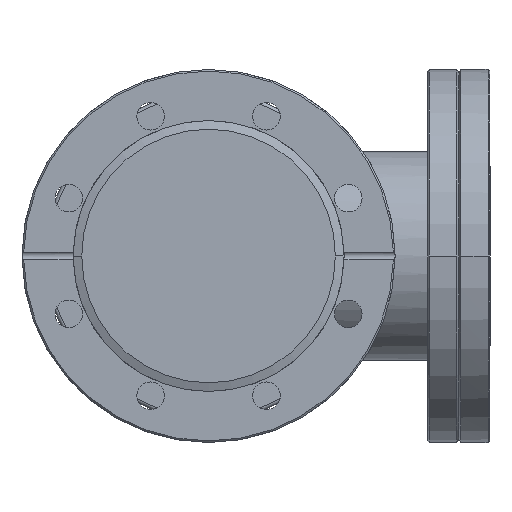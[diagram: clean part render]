
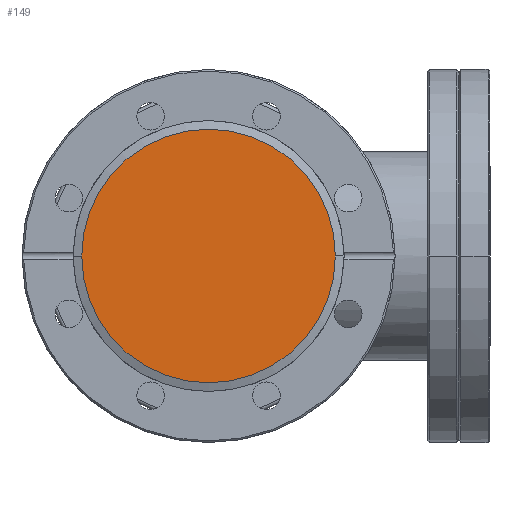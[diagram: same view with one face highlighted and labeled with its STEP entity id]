
A CAD part, front view. The second image highlights one B-rep face of the part: STEP entity #149.
In plain terms, the highlighted planar face has unit normal (0, -1, 0).
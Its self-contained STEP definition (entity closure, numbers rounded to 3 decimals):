
#149 = ADVANCED_FACE ( 'NONE', ( #667 ), #4734, .T. ) ;
#188 = CARTESIAN_POINT ( 'NONE',  ( 0., -1.4, 0. ) ) ;
#569 = CARTESIAN_POINT ( 'NONE',  ( 38.61, -1.4, 0. ) ) ;
#667 = FACE_OUTER_BOUND ( 'NONE', #5467, .T. ) ;
#786 = DIRECTION ( 'NONE',  ( -1., 0., 0. ) ) ;
#881 = CARTESIAN_POINT ( 'NONE',  ( -38.61, -1.4, 0. ) ) ;
#1537 = CIRCLE ( 'NONE', #4043, 38.61 ) ;
#1589 = EDGE_CURVE ( 'NONE', #5149, #2677, #1537, .T. ) ;
#2129 = ORIENTED_EDGE ( 'NONE', *, *, #7260, .F. ) ;
#2224 = CARTESIAN_POINT ( 'NONE',  ( 0., -1.4, 0. ) ) ;
#2677 = VERTEX_POINT ( 'NONE', #881 ) ;
#2827 = DIRECTION ( 'NONE',  ( -1., 0., 0. ) ) ;
#2915 = DIRECTION ( 'NONE',  ( 1., 0., 0. ) ) ;
#3877 = ORIENTED_EDGE ( 'NONE', *, *, #1589, .F. ) ;
#4043 = AXIS2_PLACEMENT_3D ( 'NONE', #2224, #6427, #2827 ) ;
#4380 = DIRECTION ( 'NONE',  ( 0., 1., 0. ) ) ;
#4734 = PLANE ( 'NONE',  #7093 ) ;
#5092 = CIRCLE ( 'NONE', #6347, 38.61 ) ;
#5149 = VERTEX_POINT ( 'NONE', #569 ) ;
#5314 = CARTESIAN_POINT ( 'NONE',  ( -38.61, -1.4, 0. ) ) ;
#5467 = EDGE_LOOP ( 'NONE', ( #2129, #3877 ) ) ;
#6347 = AXIS2_PLACEMENT_3D ( 'NONE', #188, #4380, #786 ) ;
#6427 = DIRECTION ( 'NONE',  ( 0., 1., 0. ) ) ;
#6521 = DIRECTION ( 'NONE',  ( 0., -1., 0. ) ) ;
#7093 = AXIS2_PLACEMENT_3D ( 'NONE', #5314, #6521, #2915 ) ;
#7260 = EDGE_CURVE ( 'NONE', #2677, #5149, #5092, .T. ) ;
